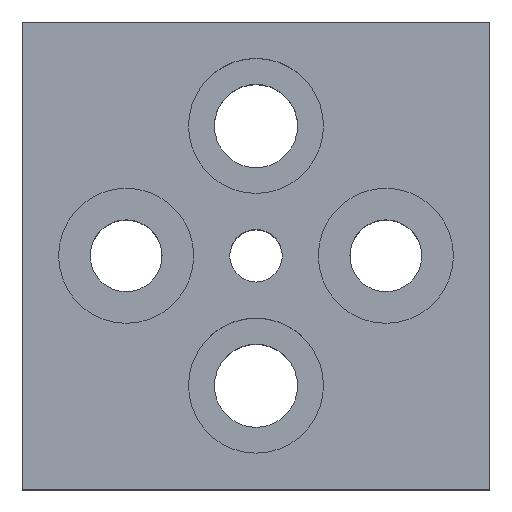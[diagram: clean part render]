
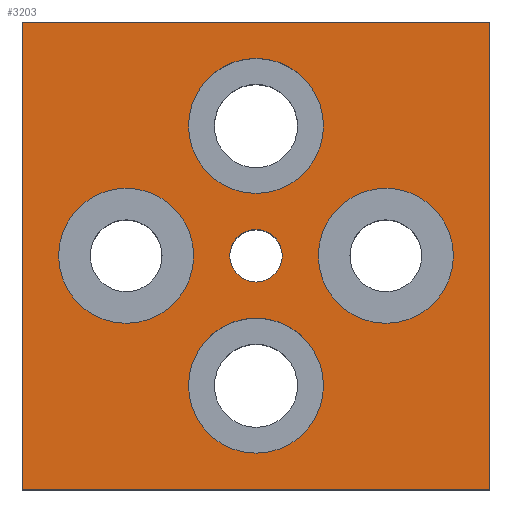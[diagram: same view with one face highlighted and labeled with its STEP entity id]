
A CAD part, top view. The second image highlights one B-rep face of the part: STEP entity #3203.
In plain terms, the highlighted planar face has unit normal (0, 0, 1).
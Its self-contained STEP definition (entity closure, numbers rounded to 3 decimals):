
#3073=EDGE_CURVE('',#4013,#7403,#8885,.T.);
#3203=ADVANCED_FACE('',(#9027,#9028,#9029,#9030,#9031,#9032),#9033,.T.);
#3363=EDGE_CURVE('',#4223,#8323,#9210,.T.);
#3381=EDGE_CURVE('',#8321,#6361,#9230,.T.);
#3897=EDGE_CURVE('',#8059,#7377,#9796,.T.);
#4013=VERTEX_POINT('',#9934);
#4075=EDGE_CURVE('',#8323,#4223,#10000,.T.);
#4131=VERTEX_POINT('',#10064);
#4169=VERTEX_POINT('',#10106);
#4223=VERTEX_POINT('',#10165);
#4285=VERTEX_POINT('',#10237);
#4573=EDGE_CURVE('',#8127,#5297,#10553,.T.);
#5149=EDGE_CURVE('',#7377,#8059,#11195,.T.);
#5297=VERTEX_POINT('',#11362);
#5577=VERTEX_POINT('',#11681);
#5813=EDGE_CURVE('',#4131,#4285,#11953,.T.);
#6361=VERTEX_POINT('',#12576);
#6367=EDGE_CURVE('',#5577,#4169,#12583,.T.);
#6405=EDGE_CURVE('',#5297,#4131,#12628,.T.);
#7377=VERTEX_POINT('',#13728);
#7403=VERTEX_POINT('',#13759);
#7751=EDGE_CURVE('',#4169,#5577,#14150,.T.);
#7805=EDGE_CURVE('',#6361,#8321,#14211,.T.);
#8059=VERTEX_POINT('',#14498);
#8127=VERTEX_POINT('',#14577);
#8185=EDGE_CURVE('',#4285,#8127,#14644,.T.);
#8321=VERTEX_POINT('',#14794);
#8323=VERTEX_POINT('',#14796);
#8619=EDGE_CURVE('',#7403,#4013,#15123,.T.);
#8885=CIRCLE('',#15439,13.0);
#9027=FACE_BOUND('',#15623,.T.);
#9028=FACE_BOUND('',#15624,.T.);
#9029=FACE_BOUND('',#15625,.T.);
#9030=FACE_BOUND('',#15626,.T.);
#9031=FACE_BOUND('',#15627,.T.);
#9032=FACE_OUTER_BOUND('',#15628,.T.);
#9033=PLANE('',#15629);
#9210=CIRCLE('',#15865,5.053);
#9230=CIRCLE('',#15889,13.0);
#9796=CIRCLE('',#16630,13.0);
#9934=CARTESIAN_POINT('',(-12.0,25.0,50.0));
#10000=CIRCLE('',#16893,5.053);
#10064=CARTESIAN_POINT('',(-45.0,-20.0,50.0));
#10106=CARTESIAN_POINT('',(13.0,0.,50.0));
#10165=CARTESIAN_POINT('',(-5.053,25.0,50.0));
#10237=CARTESIAN_POINT('',(-45.0,70.0,50.0));
#10553=LINE('',#17602,#17603);
#11195=CIRCLE('',#18449,13.0);
#11362=CARTESIAN_POINT('',(45.0,-20.0,50.0));
#11681=CARTESIAN_POINT('',(-13.0,0.0,50.0));
#11953=LINE('',#19425,#19426);
#12576=CARTESIAN_POINT('',(-13.0,50.0,50.0));
#12583=CIRCLE('',#20218,13.0);
#12628=LINE('',#20278,#20279);
#13728=CARTESIAN_POINT('',(38.0,25.0,50.0));
#13759=CARTESIAN_POINT('',(-38.0,25.0,50.0));
#14150=CIRCLE('',#22228,13.0);
#14211=CIRCLE('',#22307,13.0);
#14498=CARTESIAN_POINT('',(12.0,25.0,50.0));
#14577=CARTESIAN_POINT('',(45.0,70.0,50.0));
#14644=LINE('',#22869,#22870);
#14794=CARTESIAN_POINT('',(13.0,50.0,50.0));
#14796=CARTESIAN_POINT('',(5.053,25.0,50.0));
#15123=CIRCLE('',#23495,13.0);
#15439=AXIS2_PLACEMENT_3D('',#23871,#23872,#23873);
#15623=EDGE_LOOP('',(#24042,#24043));
#15624=EDGE_LOOP('',(#24044,#24045));
#15625=EDGE_LOOP('',(#24046,#24047));
#15626=EDGE_LOOP('',(#24048,#24049));
#15627=EDGE_LOOP('',(#24050,#24051));
#15628=EDGE_LOOP('',(#24052,#24053,#24054,#24055));
#15629=AXIS2_PLACEMENT_3D('',#24056,#24057,#24058);
#15865=AXIS2_PLACEMENT_3D('',#24314,#24315,#24316);
#15889=AXIS2_PLACEMENT_3D('',#24342,#24343,#24344);
#16630=AXIS2_PLACEMENT_3D('',#25097,#25098,#25099);
#16893=AXIS2_PLACEMENT_3D('',#25412,#25413,#25414);
#17602=CARTESIAN_POINT('',(45.0,-20.0,50.0));
#17603=VECTOR('',#26140,1.0);
#18449=AXIS2_PLACEMENT_3D('',#27035,#27036,#27037);
#19425=CARTESIAN_POINT('',(-45.0,70.0,50.0));
#19426=VECTOR('',#28158,1.0);
#20218=AXIS2_PLACEMENT_3D('',#29072,#29073,#29074);
#20278=CARTESIAN_POINT('',(-45.0,-20.0,50.0));
#20279=VECTOR('',#29148,1.0);
#22228=AXIS2_PLACEMENT_3D('',#31288,#31289,#31290);
#22307=AXIS2_PLACEMENT_3D('',#31378,#31379,#31380);
#22869=CARTESIAN_POINT('',(45.0,70.0,50.0));
#22870=VECTOR('',#32009,1.0);
#23495=AXIS2_PLACEMENT_3D('',#32620,#32621,#32622);
#23871=CARTESIAN_POINT('',(-25.0,25.0,50.0));
#23872=DIRECTION('',(0.0,0.0,-1.0));
#23873=DIRECTION('',(1.0,0.0,0.0));
#24042=ORIENTED_EDGE('',*,*,#8619,.T.);
#24043=ORIENTED_EDGE('',*,*,#3073,.T.);
#24044=ORIENTED_EDGE('',*,*,#3897,.T.);
#24045=ORIENTED_EDGE('',*,*,#5149,.T.);
#24046=ORIENTED_EDGE('',*,*,#7805,.T.);
#24047=ORIENTED_EDGE('',*,*,#3381,.T.);
#24048=ORIENTED_EDGE('',*,*,#6367,.T.);
#24049=ORIENTED_EDGE('',*,*,#7751,.T.);
#24050=ORIENTED_EDGE('',*,*,#3363,.T.);
#24051=ORIENTED_EDGE('',*,*,#4075,.T.);
#24052=ORIENTED_EDGE('',*,*,#6405,.F.);
#24053=ORIENTED_EDGE('',*,*,#4573,.F.);
#24054=ORIENTED_EDGE('',*,*,#8185,.F.);
#24055=ORIENTED_EDGE('',*,*,#5813,.F.);
#24056=CARTESIAN_POINT('',(0.,25.0,50.0));
#24057=DIRECTION('',(0.0,0.0,1.0));
#24058=DIRECTION('',(1.0,0.0,0.0));
#24314=CARTESIAN_POINT('',(0.0,25.0,50.0));
#24315=DIRECTION('',(0.0,0.0,-1.0));
#24316=DIRECTION('',(1.0,0.0,0.0));
#24342=CARTESIAN_POINT('',(0.0,50.0,50.0));
#24343=DIRECTION('',(0.0,0.0,-1.0));
#24344=DIRECTION('',(1.0,0.0,0.0));
#25097=CARTESIAN_POINT('',(25.0,25.0,50.0));
#25098=DIRECTION('',(0.0,0.0,-1.0));
#25099=DIRECTION('',(1.0,0.0,0.0));
#25412=CARTESIAN_POINT('',(0.0,25.0,50.0));
#25413=DIRECTION('',(0.0,0.0,-1.0));
#25414=DIRECTION('',(1.0,0.0,0.0));
#26140=DIRECTION('',(0.0,-1.0,0.0));
#27035=CARTESIAN_POINT('',(25.0,25.0,50.0));
#27036=DIRECTION('',(0.0,0.0,-1.0));
#27037=DIRECTION('',(1.0,0.0,0.0));
#28158=DIRECTION('',(0.0,1.0,0.0));
#29072=CARTESIAN_POINT('',(0.0,0.0,50.0));
#29073=DIRECTION('',(0.0,0.0,-1.0));
#29074=DIRECTION('',(1.0,0.0,0.0));
#29148=DIRECTION('',(-1.0,0.0,0.0));
#31288=CARTESIAN_POINT('',(0.0,0.0,50.0));
#31289=DIRECTION('',(0.0,0.0,-1.0));
#31290=DIRECTION('',(1.0,0.0,0.0));
#31378=CARTESIAN_POINT('',(0.0,50.0,50.0));
#31379=DIRECTION('',(0.0,0.0,-1.0));
#31380=DIRECTION('',(1.0,0.0,0.0));
#32009=DIRECTION('',(1.0,0.0,0.0));
#32620=CARTESIAN_POINT('',(-25.0,25.0,50.0));
#32621=DIRECTION('',(0.0,0.0,-1.0));
#32622=DIRECTION('',(1.0,0.0,0.0));
